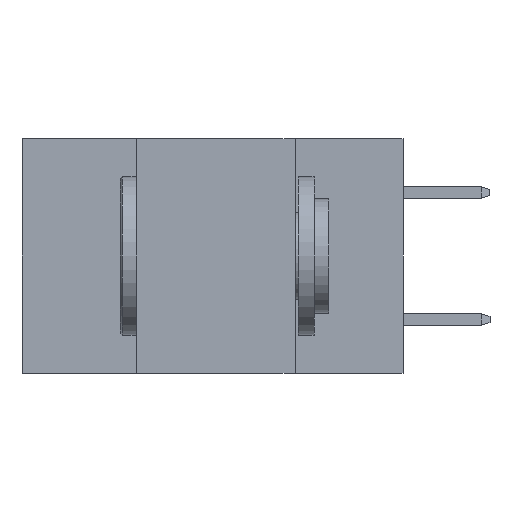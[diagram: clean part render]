
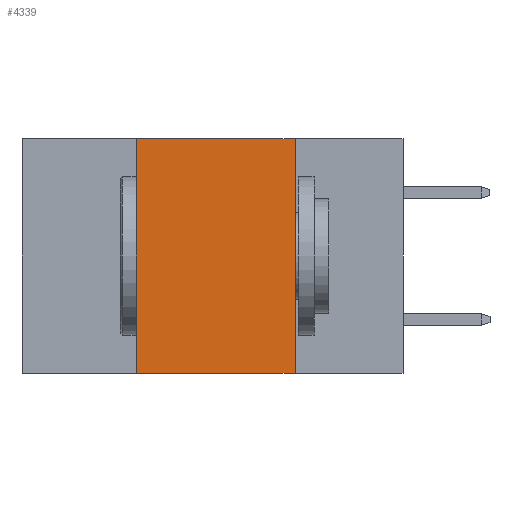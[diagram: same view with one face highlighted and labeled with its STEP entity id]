
A CAD part, left-side view. The second image highlights one B-rep face of the part: STEP entity #4339.
In plain terms, the highlighted planar face has unit normal (-1, 0, 0).
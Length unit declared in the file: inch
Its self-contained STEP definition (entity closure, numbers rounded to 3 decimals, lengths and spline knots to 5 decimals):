
#619 = CARTESIAN_POINT ( 'NONE',  ( 0., 0.6, 0. ) ) ;
#703 = CARTESIAN_POINT ( 'NONE',  ( 0., 0.6, 0. ) ) ;
#2817 = DIRECTION ( 'NONE',  ( 1., 0., 0. ) ) ;
#3900 = EDGE_CURVE ( 'NONE', #7229, #13676, #12568, .T. ) ;
#3940 = LINE ( 'NONE', #12293, #12195 ) ;
#4339 = ADVANCED_FACE ( 'NONE', ( #9174 ), #12273, .F. ) ;
#4851 = DIRECTION ( 'NONE',  ( 0., -1., 0. ) ) ;
#5102 = DIRECTION ( 'NONE',  ( 0., -1., 0. ) ) ;
#5197 = EDGE_CURVE ( 'NONE', #7229, #12302, #3940, .T. ) ;
#5916 = CARTESIAN_POINT ( 'NONE',  ( 0., 0.42, -0.37 ) ) ;
#5940 = ORIENTED_EDGE ( 'NONE', *, *, #12769, .F. ) ;
#6009 = VERTEX_POINT ( 'NONE', #9648 ) ;
#7030 = DIRECTION ( 'NONE',  ( 0., 0., -1. ) ) ;
#7168 = VECTOR ( 'NONE', #11047, 39.37008 ) ;
#7183 = CARTESIAN_POINT ( 'NONE',  ( 0., 0.42, 0. ) ) ;
#7229 = VERTEX_POINT ( 'NONE', #5916 ) ;
#8608 = CARTESIAN_POINT ( 'NONE',  ( 0., 0.42, 0. ) ) ;
#8758 = CARTESIAN_POINT ( 'NONE',  ( 0., 0.17, -0.37 ) ) ;
#8904 = EDGE_LOOP ( 'NONE', ( #9243, #5940, #13542, #10015 ) ) ;
#9174 = FACE_OUTER_BOUND ( 'NONE', #8904, .T. ) ;
#9214 = VECTOR ( 'NONE', #4851, 39.37008 ) ;
#9243 = ORIENTED_EDGE ( 'NONE', *, *, #10557, .F. ) ;
#9648 = CARTESIAN_POINT ( 'NONE',  ( 0., 0.17, 0. ) ) ;
#9943 = CARTESIAN_POINT ( 'NONE',  ( 0., 0.17, 0. ) ) ;
#10015 = ORIENTED_EDGE ( 'NONE', *, *, #5197, .T. ) ;
#10120 = LINE ( 'NONE', #619, #9214 ) ;
#10557 = EDGE_CURVE ( 'NONE', #6009, #12302, #11196, .T. ) ;
#10876 = VECTOR ( 'NONE', #12420, 39.37008 ) ;
#11047 = DIRECTION ( 'NONE',  ( 0., 0., -1. ) ) ;
#11196 = LINE ( 'NONE', #9943, #7168 ) ;
#12195 = VECTOR ( 'NONE', #5102, 39.37008 ) ;
#12273 = PLANE ( 'NONE',  #13535 ) ;
#12293 = CARTESIAN_POINT ( 'NONE',  ( 0., 0.6, -0.37 ) ) ;
#12302 = VERTEX_POINT ( 'NONE', #8758 ) ;
#12420 = DIRECTION ( 'NONE',  ( 0., 0., 1. ) ) ;
#12568 = LINE ( 'NONE', #7183, #10876 ) ;
#12769 = EDGE_CURVE ( 'NONE', #13676, #6009, #10120, .T. ) ;
#13535 = AXIS2_PLACEMENT_3D ( 'NONE', #703, #2817, #7030 ) ;
#13542 = ORIENTED_EDGE ( 'NONE', *, *, #3900, .F. ) ;
#13676 = VERTEX_POINT ( 'NONE', #8608 ) ;
